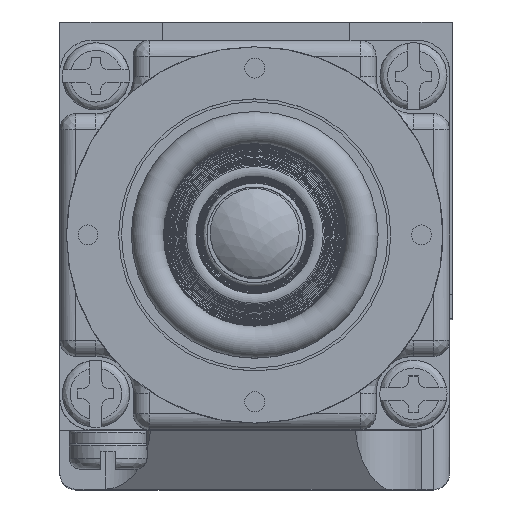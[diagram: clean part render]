
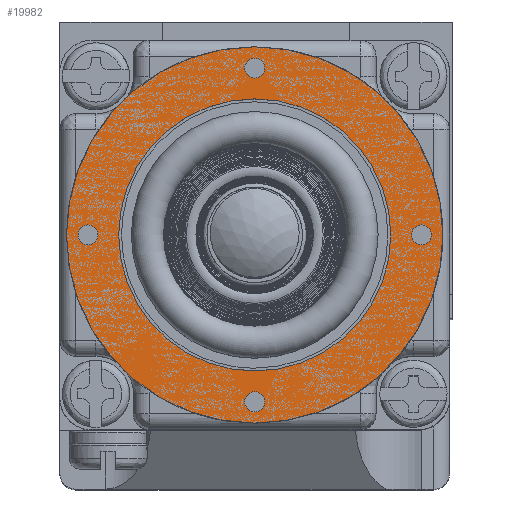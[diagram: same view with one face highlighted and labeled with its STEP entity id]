
A CAD part, top view. The second image highlights one B-rep face of the part: STEP entity #19982.
In plain terms, the highlighted planar face has unit normal (0, 0, 1).
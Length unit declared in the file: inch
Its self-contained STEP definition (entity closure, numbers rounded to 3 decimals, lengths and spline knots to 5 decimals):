
#68 = EDGE_CURVE ( 'NONE', #7383, #7383, #11734, .T. ) ;
#200 = EDGE_LOOP ( 'NONE', ( #7608 ) ) ;
#509 = CIRCLE ( 'NONE', #7449, 0.527 ) ;
#578 = FACE_BOUND ( 'NONE', #941, .T. ) ;
#941 = EDGE_LOOP ( 'NONE', ( #11130 ) ) ;
#2361 = FACE_BOUND ( 'NONE', #2385, .T. ) ;
#2385 = EDGE_LOOP ( 'NONE', ( #7497 ) ) ;
#2978 = CIRCLE ( 'NONE', #20485, 0.0385 ) ;
#3119 = DIRECTION ( 'NONE',  ( -1., 0., 0. ) ) ;
#3876 = CARTESIAN_POINT ( 'NONE',  ( -2.61667, 1.2787, 2.01581 ) ) ;
#4044 = EDGE_CURVE ( 'NONE', #5019, #5019, #509, .T. ) ;
#4256 = DIRECTION ( 'NONE',  ( 0., 0., -1. ) ) ;
#4674 = CIRCLE ( 'NONE', #18586, 0.729 ) ;
#5019 = VERTEX_POINT ( 'NONE', #16289 ) ;
#5461 = DIRECTION ( 'NONE',  ( -1., 0., 0. ) ) ;
#5724 = VERTEX_POINT ( 'NONE', #16284 ) ;
#6577 = DIRECTION ( 'NONE',  ( 0., 0., -1. ) ) ;
#6765 = DIRECTION ( 'NONE',  ( 1., 0., 0. ) ) ;
#7090 = AXIS2_PLACEMENT_3D ( 'NONE', #22997, #4256, #11595 ) ;
#7343 = DIRECTION ( 'NONE',  ( -1., 0., 0. ) ) ;
#7383 = VERTEX_POINT ( 'NONE', #22280 ) ;
#7449 = AXIS2_PLACEMENT_3D ( 'NONE', #16786, #20431, #5461 ) ;
#7497 = ORIENTED_EDGE ( 'NONE', *, *, #15330, .T. ) ;
#7608 = ORIENTED_EDGE ( 'NONE', *, *, #68, .T. ) ;
#7662 = FACE_BOUND ( 'NONE', #13276, .T. ) ;
#8561 = FACE_OUTER_BOUND ( 'NONE', #19040, .T. ) ;
#9590 = DIRECTION ( 'NONE',  ( -1., 0., 0. ) ) ;
#9980 = CARTESIAN_POINT ( 'NONE',  ( -1.36317, 1.2787, 2.01581 ) ) ;
#10067 = AXIS2_PLACEMENT_3D ( 'NONE', #3876, #19096, #9590 ) ;
#10289 = CARTESIAN_POINT ( 'NONE',  ( -1.97067, 1.9247, 2.01581 ) ) ;
#11130 = ORIENTED_EDGE ( 'NONE', *, *, #15767, .T. ) ;
#11595 = DIRECTION ( 'NONE',  ( -1., 0., 0. ) ) ;
#11734 = CIRCLE ( 'NONE', #10067, 0.0385 ) ;
#13033 = DIRECTION ( 'NONE',  ( 0., 0., -1. ) ) ;
#13276 = EDGE_LOOP ( 'NONE', ( #16879 ) ) ;
#14076 = VERTEX_POINT ( 'NONE', #23646 ) ;
#14137 = CARTESIAN_POINT ( 'NONE',  ( -1.97067, 0.6327, 2.01581 ) ) ;
#14263 = CARTESIAN_POINT ( 'NONE',  ( -1.97067, 1.2787, 2.01581 ) ) ;
#14695 = CARTESIAN_POINT ( 'NONE',  ( -1.97067, 1.2787, 2.01581 ) ) ;
#15330 = EDGE_CURVE ( 'NONE', #14076, #14076, #2978, .T. ) ;
#15673 = ORIENTED_EDGE ( 'NONE', *, *, #20887, .F. ) ;
#15767 = EDGE_CURVE ( 'NONE', #20388, #20388, #21981, .T. ) ;
#16194 = DIRECTION ( 'NONE',  ( 0., 0., 1. ) ) ;
#16284 = CARTESIAN_POINT ( 'NONE',  ( -2.00917, 1.9247, 2.01581 ) ) ;
#16289 = CARTESIAN_POINT ( 'NONE',  ( -2.49767, 1.2787, 2.01581 ) ) ;
#16499 = CIRCLE ( 'NONE', #23473, 0.0385 ) ;
#16786 = CARTESIAN_POINT ( 'NONE',  ( -1.97067, 1.2787, 2.01581 ) ) ;
#16879 = ORIENTED_EDGE ( 'NONE', *, *, #21217, .T. ) ;
#17846 = VERTEX_POINT ( 'NONE', #21934 ) ;
#18554 = AXIS2_PLACEMENT_3D ( 'NONE', #14263, #16194, #6765 ) ;
#18586 = AXIS2_PLACEMENT_3D ( 'NONE', #14695, #13033, #7343 ) ;
#19040 = EDGE_LOOP ( 'NONE', ( #15673 ) ) ;
#19096 = DIRECTION ( 'NONE',  ( 0., 0., -1. ) ) ;
#19892 = DIRECTION ( 'NONE',  ( -1., 0., 0. ) ) ;
#19982 = ADVANCED_FACE ( 'NONE', ( #8561, #24119, #7662, #22619, #2361, #578 ), #22271, .T. ) ;
#20388 = VERTEX_POINT ( 'NONE', #9980 ) ;
#20431 = DIRECTION ( 'NONE',  ( 0., 0., -1. ) ) ;
#20485 = AXIS2_PLACEMENT_3D ( 'NONE', #14137, #23947, #3119 ) ;
#20887 = EDGE_CURVE ( 'NONE', #17846, #17846, #4674, .T. ) ;
#21217 = EDGE_CURVE ( 'NONE', #5724, #5724, #16499, .T. ) ;
#21406 = EDGE_LOOP ( 'NONE', ( #23447 ) ) ;
#21934 = CARTESIAN_POINT ( 'NONE',  ( -2.69967, 1.2787, 2.01581 ) ) ;
#21981 = CIRCLE ( 'NONE', #7090, 0.0385 ) ;
#22271 = PLANE ( 'NONE',  #18554 ) ;
#22280 = CARTESIAN_POINT ( 'NONE',  ( -2.65517, 1.2787, 2.01581 ) ) ;
#22619 = FACE_BOUND ( 'NONE', #200, .T. ) ;
#22997 = CARTESIAN_POINT ( 'NONE',  ( -1.32467, 1.2787, 2.01581 ) ) ;
#23447 = ORIENTED_EDGE ( 'NONE', *, *, #4044, .T. ) ;
#23473 = AXIS2_PLACEMENT_3D ( 'NONE', #10289, #6577, #19892 ) ;
#23646 = CARTESIAN_POINT ( 'NONE',  ( -2.00917, 0.6327, 2.01581 ) ) ;
#23947 = DIRECTION ( 'NONE',  ( 0., 0., -1. ) ) ;
#24119 = FACE_BOUND ( 'NONE', #21406, .T. ) ;
